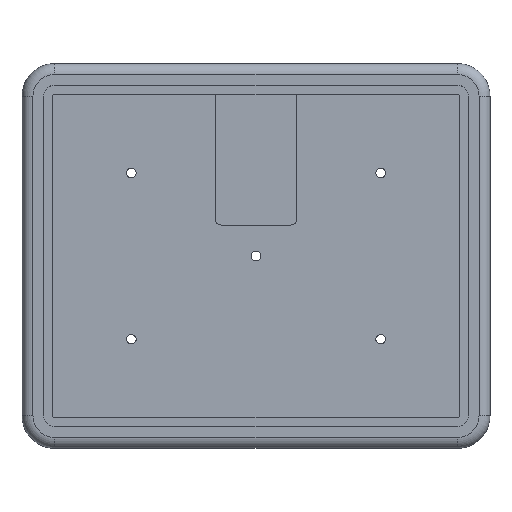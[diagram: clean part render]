
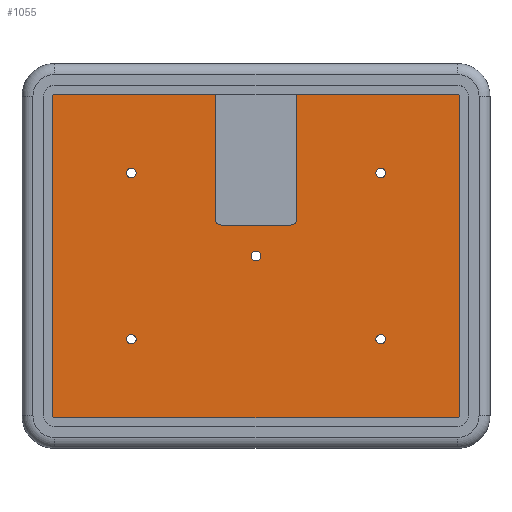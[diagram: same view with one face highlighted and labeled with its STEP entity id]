
A CAD part, top view. The second image highlights one B-rep face of the part: STEP entity #1055.
In plain terms, the highlighted planar face has unit normal (0, 0, 1).
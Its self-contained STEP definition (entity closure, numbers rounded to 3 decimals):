
#550=CARTESIAN_POINT('',(-9.25,39.1,3.));
#551=VERTEX_POINT('',#550);
#566=CARTESIAN_POINT('',(-46.125,39.1,3.));
#567=VERTEX_POINT('',#566);
#574=CARTESIAN_POINT('',(-46.125,39.1,3.));
#575=DIRECTION('',(1.,0.,-0.));
#576=VECTOR('',#575,36.875);
#577=LINE('',#574,#576);
#578=EDGE_CURVE('',#567,#551,#577,.T.);
#868=CARTESIAN_POINT('',(9.25,39.1,3.));
#869=VERTEX_POINT('',#868);
#876=CARTESIAN_POINT('',(46.125,39.1,3.));
#877=VERTEX_POINT('',#876);
#878=CARTESIAN_POINT('',(9.25,39.1,3.));
#879=DIRECTION('',(1.,0.,-0.));
#880=VECTOR('',#879,36.875);
#881=LINE('',#878,#880);
#882=EDGE_CURVE('',#869,#877,#881,.T.);
#893=CARTESIAN_POINT('',(-47.625,38.1,3.));
#894=DIRECTION('',(0.,0.,1.));
#895=DIRECTION('',(1.,0.,0.));
#896=AXIS2_PLACEMENT_3D('',#893,#894,#895);
#897=PLANE('',#896);
#898=CARTESIAN_POINT('',(-9.25,8.35,3.));
#899=VERTEX_POINT('',#898);
#900=CARTESIAN_POINT('',(-9.25,39.1,3.));
#901=DIRECTION('',(0.,-1.,0.));
#902=VECTOR('',#901,30.75);
#903=LINE('',#900,#902);
#904=EDGE_CURVE('',#551,#899,#903,.T.);
#905=ORIENTED_EDGE('',*,*,#904,.F.);
#906=ORIENTED_EDGE('',*,*,#578,.F.);
#907=CARTESIAN_POINT('',(-48.625,36.6,3.));
#908=VERTEX_POINT('',#907);
#909=CARTESIAN_POINT('',(-46.125,36.6,3.));
#910=DIRECTION('',(0.,0.,1.));
#911=DIRECTION('',(1.,0.,-0.));
#912=AXIS2_PLACEMENT_3D('',#909,#910,#911);
#913=CIRCLE('',#912,2.5);
#914=EDGE_CURVE('',#567,#908,#913,.T.);
#915=ORIENTED_EDGE('',*,*,#914,.T.);
#916=CARTESIAN_POINT('',(-48.625,-36.6,3.));
#917=VERTEX_POINT('',#916);
#918=CARTESIAN_POINT('',(-48.625,-36.6,3.));
#919=DIRECTION('',(0.,1.,0.));
#920=VECTOR('',#919,73.2);
#921=LINE('',#918,#920);
#922=EDGE_CURVE('',#917,#908,#921,.T.);
#923=ORIENTED_EDGE('',*,*,#922,.F.);
#924=CARTESIAN_POINT('',(-46.125,-39.1,3.));
#925=VERTEX_POINT('',#924);
#926=CARTESIAN_POINT('',(-46.125,-36.6,3.));
#927=DIRECTION('',(0.,0.,1.));
#928=DIRECTION('',(1.,0.,-0.));
#929=AXIS2_PLACEMENT_3D('',#926,#927,#928);
#930=CIRCLE('',#929,2.5);
#931=EDGE_CURVE('',#917,#925,#930,.T.);
#932=ORIENTED_EDGE('',*,*,#931,.T.);
#933=CARTESIAN_POINT('',(46.125,-39.1,3.));
#934=VERTEX_POINT('',#933);
#935=CARTESIAN_POINT('',(-46.125,-39.1,3.));
#936=DIRECTION('',(1.,0.,-0.));
#937=VECTOR('',#936,92.25);
#938=LINE('',#935,#937);
#939=EDGE_CURVE('',#925,#934,#938,.T.);
#940=ORIENTED_EDGE('',*,*,#939,.T.);
#941=CARTESIAN_POINT('',(48.625,-36.6,3.));
#942=VERTEX_POINT('',#941);
#943=CARTESIAN_POINT('',(46.125,-36.6,3.));
#944=DIRECTION('',(0.,0.,1.));
#945=DIRECTION('',(1.,0.,-0.));
#946=AXIS2_PLACEMENT_3D('',#943,#944,#945);
#947=CIRCLE('',#946,2.5);
#948=EDGE_CURVE('',#934,#942,#947,.T.);
#949=ORIENTED_EDGE('',*,*,#948,.T.);
#950=CARTESIAN_POINT('',(48.625,36.6,3.));
#951=VERTEX_POINT('',#950);
#952=CARTESIAN_POINT('',(48.625,-36.6,3.));
#953=DIRECTION('',(0.,1.,0.));
#954=VECTOR('',#953,73.2);
#955=LINE('',#952,#954);
#956=EDGE_CURVE('',#942,#951,#955,.T.);
#957=ORIENTED_EDGE('',*,*,#956,.T.);
#958=CARTESIAN_POINT('',(46.125,36.6,3.));
#959=DIRECTION('',(0.,0.,1.));
#960=DIRECTION('',(1.,0.,-0.));
#961=AXIS2_PLACEMENT_3D('',#958,#959,#960);
#962=CIRCLE('',#961,2.5);
#963=EDGE_CURVE('',#951,#877,#962,.T.);
#964=ORIENTED_EDGE('',*,*,#963,.T.);
#965=ORIENTED_EDGE('',*,*,#882,.F.);
#966=CARTESIAN_POINT('',(9.25,8.35,3.));
#967=VERTEX_POINT('',#966);
#968=CARTESIAN_POINT('',(9.25,39.1,3.));
#969=DIRECTION('',(0.,-1.,0.));
#970=VECTOR('',#969,30.75);
#971=LINE('',#968,#970);
#972=EDGE_CURVE('',#869,#967,#971,.T.);
#973=ORIENTED_EDGE('',*,*,#972,.T.);
#974=CARTESIAN_POINT('',(8.,7.1,3.));
#975=VERTEX_POINT('',#974);
#976=CARTESIAN_POINT('',(8.,8.35,3.));
#977=DIRECTION('',(0.,0.,1.));
#978=DIRECTION('',(1.,0.,-0.));
#979=AXIS2_PLACEMENT_3D('',#976,#977,#978);
#980=CIRCLE('',#979,1.25);
#981=EDGE_CURVE('',#975,#967,#980,.T.);
#982=ORIENTED_EDGE('',*,*,#981,.F.);
#983=CARTESIAN_POINT('',(-8.,7.1,3.));
#984=VERTEX_POINT('',#983);
#985=CARTESIAN_POINT('',(8.,7.1,3.));
#986=DIRECTION('',(-1.,0.,0.));
#987=VECTOR('',#986,16.);
#988=LINE('',#985,#987);
#989=EDGE_CURVE('',#975,#984,#988,.T.);
#990=ORIENTED_EDGE('',*,*,#989,.T.);
#991=CARTESIAN_POINT('',(-8.,8.35,3.));
#992=DIRECTION('',(0.,0.,1.));
#993=DIRECTION('',(1.,0.,-0.));
#994=AXIS2_PLACEMENT_3D('',#991,#992,#993);
#995=CIRCLE('',#994,1.25);
#996=EDGE_CURVE('',#899,#984,#995,.T.);
#997=ORIENTED_EDGE('',*,*,#996,.F.);
#998=EDGE_LOOP('',(#905,#906,#915,#923,#932,#940,#949,#957,#964,#965,#973,#982,#990,#997));
#999=FACE_BOUND('',#998,.T.);
#1000=CARTESIAN_POINT('',(-27.475,-19.05,3.));
#1001=VERTEX_POINT('',#1000);
#1002=CARTESIAN_POINT('',(-28.575,-19.05,3.));
#1003=DIRECTION('',(0.,0.,1.));
#1004=DIRECTION('',(1.,0.,-0.));
#1005=AXIS2_PLACEMENT_3D('',#1002,#1003,#1004);
#1006=CIRCLE('',#1005,1.1);
#1007=EDGE_CURVE('',#1001,#1001,#1006,.T.);
#1008=ORIENTED_EDGE('',*,*,#1007,.F.);
#1009=EDGE_LOOP('',(#1008));
#1010=FACE_BOUND('',#1009,.T.);
#1011=CARTESIAN_POINT('',(-27.475,19.05,3.));
#1012=VERTEX_POINT('',#1011);
#1013=CARTESIAN_POINT('',(-28.575,19.05,3.));
#1014=DIRECTION('',(0.,0.,1.));
#1015=DIRECTION('',(1.,0.,-0.));
#1016=AXIS2_PLACEMENT_3D('',#1013,#1014,#1015);
#1017=CIRCLE('',#1016,1.1);
#1018=EDGE_CURVE('',#1012,#1012,#1017,.T.);
#1019=ORIENTED_EDGE('',*,*,#1018,.F.);
#1020=EDGE_LOOP('',(#1019));
#1021=FACE_BOUND('',#1020,.T.);
#1022=CARTESIAN_POINT('',(1.1,-0.,3.));
#1023=VERTEX_POINT('',#1022);
#1024=CARTESIAN_POINT('',(0.,0.,3.));
#1025=DIRECTION('',(0.,0.,1.));
#1026=DIRECTION('',(1.,0.,-0.));
#1027=AXIS2_PLACEMENT_3D('',#1024,#1025,#1026);
#1028=CIRCLE('',#1027,1.1);
#1029=EDGE_CURVE('',#1023,#1023,#1028,.T.);
#1030=ORIENTED_EDGE('',*,*,#1029,.F.);
#1031=EDGE_LOOP('',(#1030));
#1032=FACE_BOUND('',#1031,.T.);
#1033=CARTESIAN_POINT('',(29.675,-19.05,3.));
#1034=VERTEX_POINT('',#1033);
#1035=CARTESIAN_POINT('',(28.575,-19.05,3.));
#1036=DIRECTION('',(0.,0.,1.));
#1037=DIRECTION('',(1.,0.,-0.));
#1038=AXIS2_PLACEMENT_3D('',#1035,#1036,#1037);
#1039=CIRCLE('',#1038,1.1);
#1040=EDGE_CURVE('',#1034,#1034,#1039,.T.);
#1041=ORIENTED_EDGE('',*,*,#1040,.F.);
#1042=EDGE_LOOP('',(#1041));
#1043=FACE_BOUND('',#1042,.T.);
#1044=CARTESIAN_POINT('',(29.675,19.05,3.));
#1045=VERTEX_POINT('',#1044);
#1046=CARTESIAN_POINT('',(28.575,19.05,3.));
#1047=DIRECTION('',(0.,0.,1.));
#1048=DIRECTION('',(1.,0.,-0.));
#1049=AXIS2_PLACEMENT_3D('',#1046,#1047,#1048);
#1050=CIRCLE('',#1049,1.1);
#1051=EDGE_CURVE('',#1045,#1045,#1050,.T.);
#1052=ORIENTED_EDGE('',*,*,#1051,.F.);
#1053=EDGE_LOOP('',(#1052));
#1054=FACE_BOUND('',#1053,.T.);
#1055=ADVANCED_FACE('',(#999,#1010,#1021,#1032,#1043,#1054),#897,.T.);
